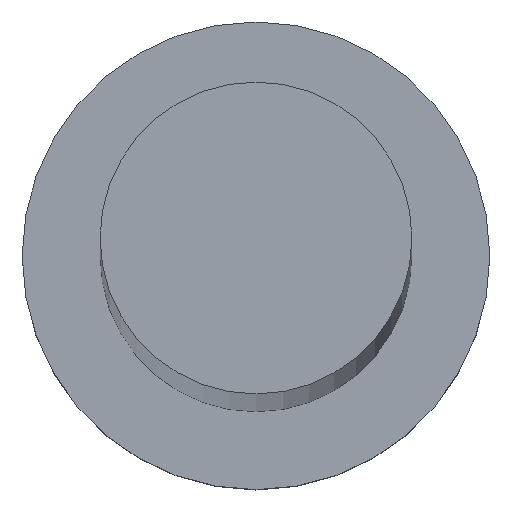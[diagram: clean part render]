
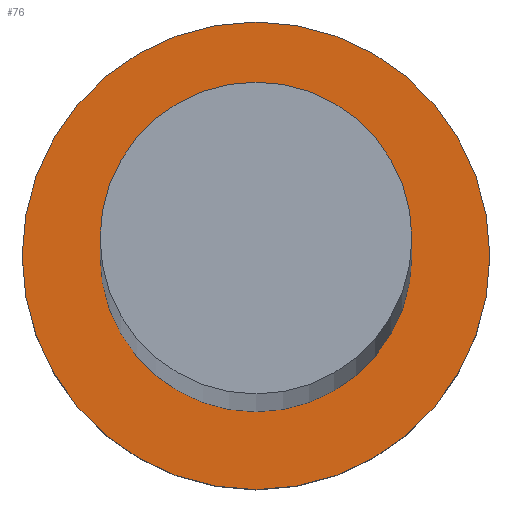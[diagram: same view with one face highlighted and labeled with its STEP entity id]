
A CAD part, top view. The second image highlights one B-rep face of the part: STEP entity #76.
In plain terms, the highlighted planar face has unit normal (0, 0, 1).
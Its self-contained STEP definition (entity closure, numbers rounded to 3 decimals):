
#3 = PLANE ( 'NONE',  #252 ) ;
#8 = ORIENTED_EDGE ( 'NONE', *, *, #192, .F. ) ;
#12 = DIRECTION ( 'NONE',  ( 1., 0., 0. ) ) ;
#14 = EDGE_CURVE ( 'NONE', #32, #60, #78, .T. ) ;
#22 = EDGE_LOOP ( 'NONE', ( #8, #124 ) ) ;
#27 = AXIS2_PLACEMENT_3D ( 'NONE', #115, #193, #221 ) ;
#30 = CARTESIAN_POINT ( 'NONE',  ( 0., 0., 7. ) ) ;
#31 = CARTESIAN_POINT ( 'NONE',  ( 0., 0., 7. ) ) ;
#32 = VERTEX_POINT ( 'NONE', #90 ) ;
#34 = DIRECTION ( 'NONE',  ( 1., 0., 0. ) ) ;
#35 = AXIS2_PLACEMENT_3D ( 'NONE', #36, #56, #34 ) ;
#36 = CARTESIAN_POINT ( 'NONE',  ( 0., 0., 7. ) ) ;
#38 = VERTEX_POINT ( 'NONE', #64 ) ;
#48 = CIRCLE ( 'NONE', #27, 6. ) ;
#56 = DIRECTION ( 'NONE',  ( 0., 0., 1. ) ) ;
#57 = FACE_OUTER_BOUND ( 'NONE', #210, .T. ) ;
#60 = VERTEX_POINT ( 'NONE', #243 ) ;
#64 = CARTESIAN_POINT ( 'NONE',  ( 6., 0., 7. ) ) ;
#74 = CARTESIAN_POINT ( 'NONE',  ( -6., 0., 7. ) ) ;
#76 = ADVANCED_FACE ( 'NONE', ( #239, #57 ), #3, .T. ) ;
#78 = CIRCLE ( 'NONE', #92, 9. ) ;
#90 = CARTESIAN_POINT ( 'NONE',  ( 9., 0., 7. ) ) ;
#91 = EDGE_CURVE ( 'NONE', #38, #195, #209, .T. ) ;
#92 = AXIS2_PLACEMENT_3D ( 'NONE', #109, #224, #12 ) ;
#109 = CARTESIAN_POINT ( 'NONE',  ( 0., 0., 7. ) ) ;
#112 = DIRECTION ( 'NONE',  ( 0., 0., 1. ) ) ;
#115 = CARTESIAN_POINT ( 'NONE',  ( 0., 0., 7. ) ) ;
#124 = ORIENTED_EDGE ( 'NONE', *, *, #91, .F. ) ;
#133 = EDGE_CURVE ( 'NONE', #60, #32, #135, .T. ) ;
#135 = CIRCLE ( 'NONE', #35, 9. ) ;
#177 = DIRECTION ( 'NONE',  ( 1., 0., 0. ) ) ;
#182 = ORIENTED_EDGE ( 'NONE', *, *, #133, .T. ) ;
#192 = EDGE_CURVE ( 'NONE', #195, #38, #48, .T. ) ;
#193 = DIRECTION ( 'NONE',  ( 0., 0., 1. ) ) ;
#195 = VERTEX_POINT ( 'NONE', #74 ) ;
#209 = CIRCLE ( 'NONE', #240, 6. ) ;
#210 = EDGE_LOOP ( 'NONE', ( #182, #245 ) ) ;
#219 = DIRECTION ( 'NONE',  ( 0., 0., 1. ) ) ;
#221 = DIRECTION ( 'NONE',  ( 1., 0., 0. ) ) ;
#224 = DIRECTION ( 'NONE',  ( 0., 0., 1. ) ) ;
#239 = FACE_BOUND ( 'NONE', #22, .T. ) ;
#240 = AXIS2_PLACEMENT_3D ( 'NONE', #30, #219, #177 ) ;
#242 = DIRECTION ( 'NONE',  ( 1., 0., 0. ) ) ;
#243 = CARTESIAN_POINT ( 'NONE',  ( -9., 0., 7. ) ) ;
#245 = ORIENTED_EDGE ( 'NONE', *, *, #14, .T. ) ;
#252 = AXIS2_PLACEMENT_3D ( 'NONE', #31, #112, #242 ) ;
